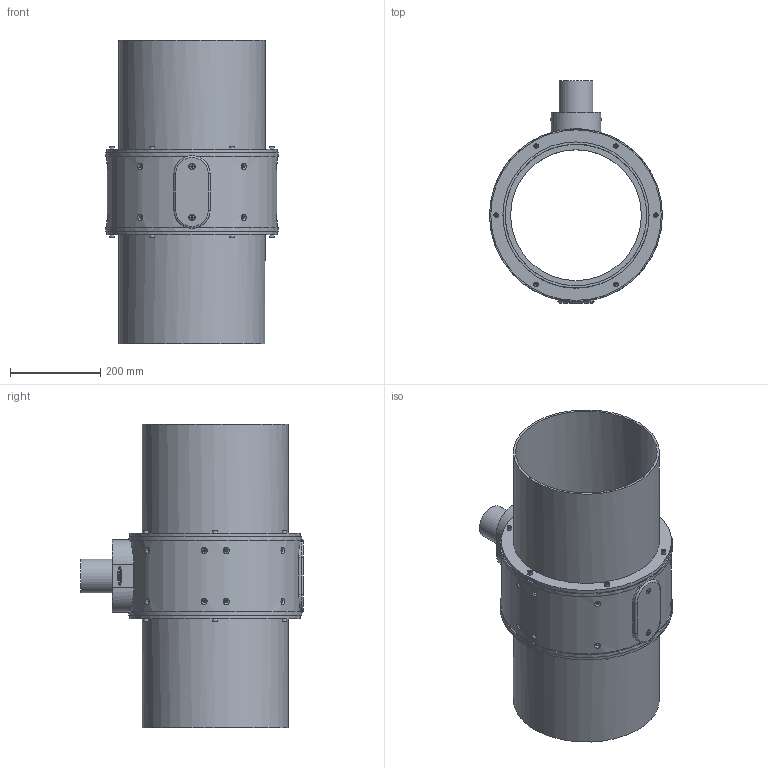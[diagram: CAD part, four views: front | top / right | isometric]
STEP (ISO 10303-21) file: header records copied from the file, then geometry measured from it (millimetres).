
FILE_DESCRIPTION (( 'STEP AP214' ), '1' );
FILE_NAME ('P-290-030-rev-A-BT.STEP', '2025-06-18T07:33:56', ( '' ), ( '' ), 'SwSTEP 2.0', 'SolidWorks 2024', '' );
FILE_SCHEMA (( 'AUTOMOTIVE_DESIGN' ));
Length unit declared in the file: millimetre
Products named in the file (1): P-290-030-rev-A-BT
Bounding box: 383 x 493 x 673 mm (x, y, z)
Volume: 11879712.1 mm3; surface area: 1524571.3 mm2
Topology: 1 solids, 5 shells, 859 faces, 2134 edges, 1384 vertices
Faces by surface type: plane 597, bspline 124, cylinder 64, cone 52, torus 18, sphere 4
Full cylindrical faces by diameter (mm): 3.5 x4, 5 x16, 5.7 x4, 10 x12, 10.2 x6, 11.57 x2, 75 x1, 290 x1, 313.9 x2, 323.9 x2, 378 x2, 383 x2
Entity records: 37104 total; most frequent: CARTESIAN_POINT 9482, ORIENTED_EDGE 3876, DIRECTION 3096, EDGE_CURVE 1938, VERTEX_POINT 1310, EDGE_LOOP 1090, LINE 1068, VECTOR 1068
